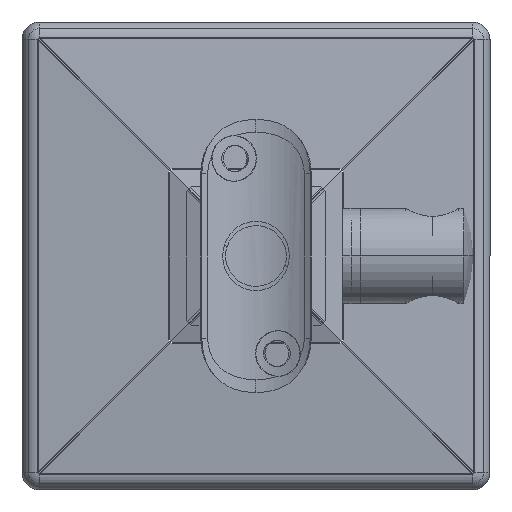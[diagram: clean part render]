
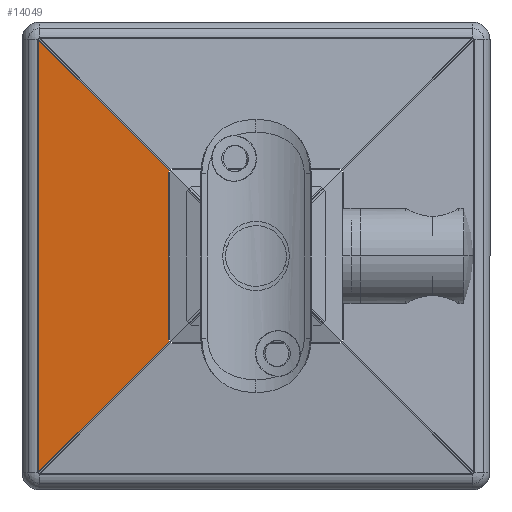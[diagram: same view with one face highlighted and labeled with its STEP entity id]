
A CAD part, front view. The second image highlights one B-rep face of the part: STEP entity #14049.
In plain terms, the highlighted face is planar.
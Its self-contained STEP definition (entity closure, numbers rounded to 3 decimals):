
#261 = CARTESIAN_POINT ( 'NONE',  ( 54., 20.25, 24. ) ) ;
#776 = CARTESIAN_POINT ( 'NONE',  ( 18.75, 20.25, 24. ) ) ;
#1097 = VERTEX_POINT ( 'NONE', #12452 ) ;
#1473 = LINE ( 'NONE', #4435, #16120 ) ;
#2006 = CARTESIAN_POINT ( 'NONE',  ( -18.75, 20.25, 24. ) ) ;
#2561 = CARTESIAN_POINT ( 'NONE',  ( 50.176, 50.531, 21.308 ) ) ;
#2758 = EDGE_CURVE ( 'NONE', #11553, #10774, #14722, .T. ) ;
#2876 = CARTESIAN_POINT ( 'NONE',  ( 50., 50.354, 21.324 ) ) ;
#3256 = CARTESIAN_POINT ( 'NONE',  ( -19.363, 20.155, 24.008 ) ) ;
#3339 = LINE ( 'NONE', #261, #5696 ) ;
#3746 = PLANE ( 'NONE',  #17977 ) ;
#4056 = CARTESIAN_POINT ( 'NONE',  ( 54., 50.354, 21.324 ) ) ;
#4435 = CARTESIAN_POINT ( 'NONE',  ( -20.072, 20.426, 23.984 ) ) ;
#5266 = DIRECTION ( 'NONE',  ( 0., 0.996, -0.089 ) ) ;
#5696 = VECTOR ( 'NONE', #9168, 1000. ) ;
#6595 = DIRECTION ( 'NONE',  ( 0., -0.089, -0.996 ) ) ;
#6908 = LINE ( 'NONE', #4056, #14256 ) ;
#7138 = VERTEX_POINT ( 'NONE', #17126 ) ;
#7937 = CARTESIAN_POINT ( 'NONE',  ( -19.619, 19.973, 24.025 ) ) ;
#8344 = CARTESIAN_POINT ( 'NONE',  ( 19.619, 19.973, 24.025 ) ) ;
#8477 = DIRECTION ( 'NONE',  ( 0.706, 0.706, -0.063 ) ) ;
#9040 = ORIENTED_EDGE ( 'NONE', *, *, #12473, .T. ) ;
#9168 = DIRECTION ( 'NONE',  ( -1., 0., 0. ) ) ;
#9499 = CARTESIAN_POINT ( 'NONE',  ( 19.064, 20.25, 24. ) ) ;
#9527 = VERTEX_POINT ( 'NONE', #2876 ) ;
#9999 = VECTOR ( 'NONE', #8477, 1000. ) ;
#10117 = EDGE_CURVE ( 'NONE', #1097, #10774, #3339, .T. ) ;
#10774 = VERTEX_POINT ( 'NONE', #11612 ) ;
#10902 = CARTESIAN_POINT ( 'NONE',  ( 54., 20.25, 24. ) ) ;
#11394 = VERTEX_POINT ( 'NONE', #13860 ) ;
#11553 = VERTEX_POINT ( 'NONE', #18437 ) ;
#11612 = CARTESIAN_POINT ( 'NONE',  ( -18.75, 20.25, 24. ) ) ;
#11868 = ORIENTED_EDGE ( 'NONE', *, *, #2758, .T. ) ;
#12262 = FACE_OUTER_BOUND ( 'NONE', #14609, .T. ) ;
#12452 = CARTESIAN_POINT ( 'NONE',  ( 18.75, 20.25, 24. ) ) ;
#12473 = EDGE_CURVE ( 'NONE', #9527, #11394, #6908, .T. ) ;
#13332 = DIRECTION ( 'NONE',  ( 0.706, -0.706, 0.063 ) ) ;
#13860 = CARTESIAN_POINT ( 'NONE',  ( -50., 50.354, 21.324 ) ) ;
#14049 = ADVANCED_FACE ( 'NONE', ( #12262 ), #3746, .F. ) ;
#14256 = VECTOR ( 'NONE', #18468, 1000. ) ;
#14498 = LINE ( 'NONE', #2561, #9999 ) ;
#14609 = EDGE_LOOP ( 'NONE', ( #18397, #17852, #16678, #9040, #15965, #11868 ) ) ;
#14722 =( BOUNDED_CURVE ( )  B_SPLINE_CURVE ( 3, ( #7937, #3256, #16355, #2006 ),
 .UNSPECIFIED., .F., .T. ) 
 B_SPLINE_CURVE_WITH_KNOTS ( ( 4, 4 ),
 ( 5.666, 6.283 ),
 .UNSPECIFIED. ) 
 CURVE ( )  GEOMETRIC_REPRESENTATION_ITEM ( )  RATIONAL_B_SPLINE_CURVE ( ( 1., 0.968, 0.968, 1. ) ) 
 REPRESENTATION_ITEM ( '' )  );
#15001 =( BOUNDED_CURVE ( )  B_SPLINE_CURVE ( 3, ( #776, #9499, #15336, #8344 ),
 .UNSPECIFIED., .F., .F. ) 
 B_SPLINE_CURVE_WITH_KNOTS ( ( 4, 4 ),
 ( 3.142, 3.759 ),
 .UNSPECIFIED. ) 
 CURVE ( )  GEOMETRIC_REPRESENTATION_ITEM ( )  RATIONAL_B_SPLINE_CURVE ( ( 1., 0.968, 0.968, 1. ) ) 
 REPRESENTATION_ITEM ( '' )  );
#15336 = CARTESIAN_POINT ( 'NONE',  ( 19.363, 20.155, 24.008 ) ) ;
#15420 = EDGE_CURVE ( 'NONE', #7138, #9527, #14498, .T. ) ;
#15866 = EDGE_CURVE ( 'NONE', #11394, #11553, #1473, .T. ) ;
#15965 = ORIENTED_EDGE ( 'NONE', *, *, #15866, .T. ) ;
#16120 = VECTOR ( 'NONE', #13332, 1000. ) ;
#16355 = CARTESIAN_POINT ( 'NONE',  ( -19.064, 20.25, 24. ) ) ;
#16678 = ORIENTED_EDGE ( 'NONE', *, *, #15420, .T. ) ;
#17126 = CARTESIAN_POINT ( 'NONE',  ( 19.619, 19.973, 24.025 ) ) ;
#17852 = ORIENTED_EDGE ( 'NONE', *, *, #18907, .T. ) ;
#17977 = AXIS2_PLACEMENT_3D ( 'NONE', #10902, #6595, #5266 ) ;
#18397 = ORIENTED_EDGE ( 'NONE', *, *, #10117, .F. ) ;
#18437 = CARTESIAN_POINT ( 'NONE',  ( -19.619, 19.973, 24.025 ) ) ;
#18468 = DIRECTION ( 'NONE',  ( -1., 0., 0. ) ) ;
#18907 = EDGE_CURVE ( 'NONE', #1097, #7138, #15001, .T. ) ;
